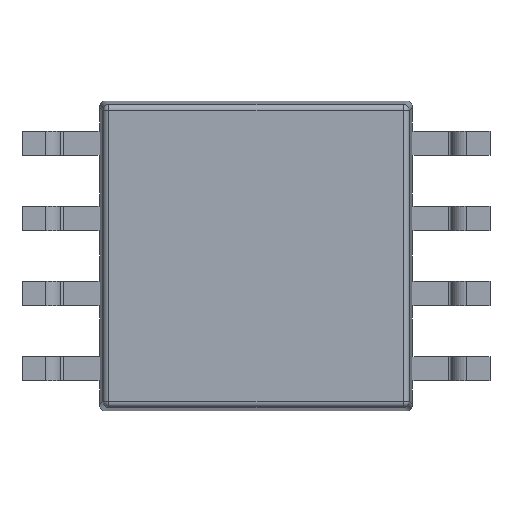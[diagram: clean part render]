
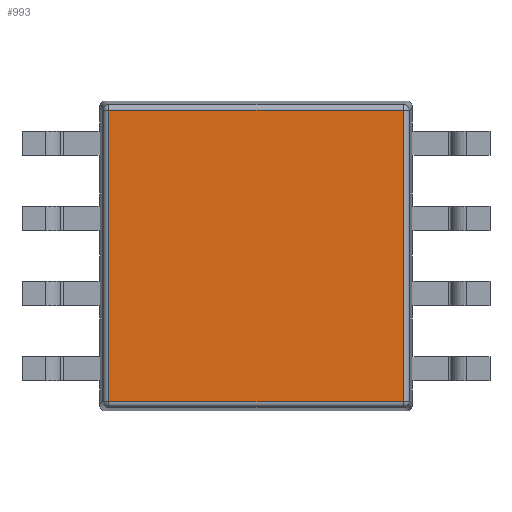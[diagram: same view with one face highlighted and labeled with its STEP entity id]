
A CAD part, front view. The second image highlights one B-rep face of the part: STEP entity #993.
In plain terms, the highlighted planar face has unit normal (0, -1, 0).
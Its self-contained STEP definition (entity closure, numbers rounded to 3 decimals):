
#18 = CARTESIAN_POINT ( 'NONE',  ( -2.484, -0.9, 2.459 ) ) ;
#127 = VERTEX_POINT ( 'NONE', #2120 ) ;
#421 = CARTESIAN_POINT ( 'NONE',  ( 0., -0.9, -2.459 ) ) ;
#532 = VERTEX_POINT ( 'NONE', #18 ) ;
#551 = LINE ( 'NONE', #1657, #2957 ) ;
#574 = LINE ( 'NONE', #4427, #1526 ) ;
#582 = EDGE_CURVE ( 'NONE', #4797, #2489, #3424, .T. ) ;
#792 = ORIENTED_EDGE ( 'NONE', *, *, #2996, .T. ) ;
#925 = DIRECTION ( 'NONE',  ( 0., -1., 0. ) ) ;
#986 = EDGE_CURVE ( 'NONE', #2489, #532, #574, .T. ) ;
#993 = ADVANCED_FACE ( 'NONE', ( #3992 ), #4026, .T. ) ;
#1013 = ORIENTED_EDGE ( 'NONE', *, *, #582, .T. ) ;
#1308 = VECTOR ( 'NONE', #1636, 1000. ) ;
#1445 = AXIS2_PLACEMENT_3D ( 'NONE', #2493, #925, #4835 ) ;
#1500 = CARTESIAN_POINT ( 'NONE',  ( 2.484, -0.9, 0. ) ) ;
#1508 = EDGE_LOOP ( 'NONE', ( #792, #4900, #1013, #3267 ) ) ;
#1526 = VECTOR ( 'NONE', #4450, 1000. ) ;
#1636 = DIRECTION ( 'NONE',  ( 1., 0., 0. ) ) ;
#1657 = CARTESIAN_POINT ( 'NONE',  ( -2.484, -0.9, 0. ) ) ;
#1926 = CARTESIAN_POINT ( 'NONE',  ( 2.484, -0.9, -2.459 ) ) ;
#2120 = CARTESIAN_POINT ( 'NONE',  ( -2.484, -0.9, -2.459 ) ) ;
#2489 = VERTEX_POINT ( 'NONE', #3038 ) ;
#2493 = CARTESIAN_POINT ( 'NONE',  ( 0., -0.9, 0. ) ) ;
#2957 = VECTOR ( 'NONE', #4378, 1000. ) ;
#2967 = VECTOR ( 'NONE', #3041, 1000. ) ;
#2996 = EDGE_CURVE ( 'NONE', #532, #127, #551, .T. ) ;
#3038 = CARTESIAN_POINT ( 'NONE',  ( 2.484, -0.9, 2.459 ) ) ;
#3041 = DIRECTION ( 'NONE',  ( 0., 0., 1. ) ) ;
#3127 = LINE ( 'NONE', #421, #1308 ) ;
#3267 = ORIENTED_EDGE ( 'NONE', *, *, #986, .T. ) ;
#3424 = LINE ( 'NONE', #1500, #2967 ) ;
#3992 = FACE_OUTER_BOUND ( 'NONE', #1508, .T. ) ;
#4026 = PLANE ( 'NONE',  #1445 ) ;
#4152 = EDGE_CURVE ( 'NONE', #127, #4797, #3127, .T. ) ;
#4378 = DIRECTION ( 'NONE',  ( 0., 0., -1. ) ) ;
#4427 = CARTESIAN_POINT ( 'NONE',  ( 0., -0.9, 2.459 ) ) ;
#4450 = DIRECTION ( 'NONE',  ( -1., 0., 0. ) ) ;
#4797 = VERTEX_POINT ( 'NONE', #1926 ) ;
#4835 = DIRECTION ( 'NONE',  ( 0., 0., -1. ) ) ;
#4900 = ORIENTED_EDGE ( 'NONE', *, *, #4152, .T. ) ;
